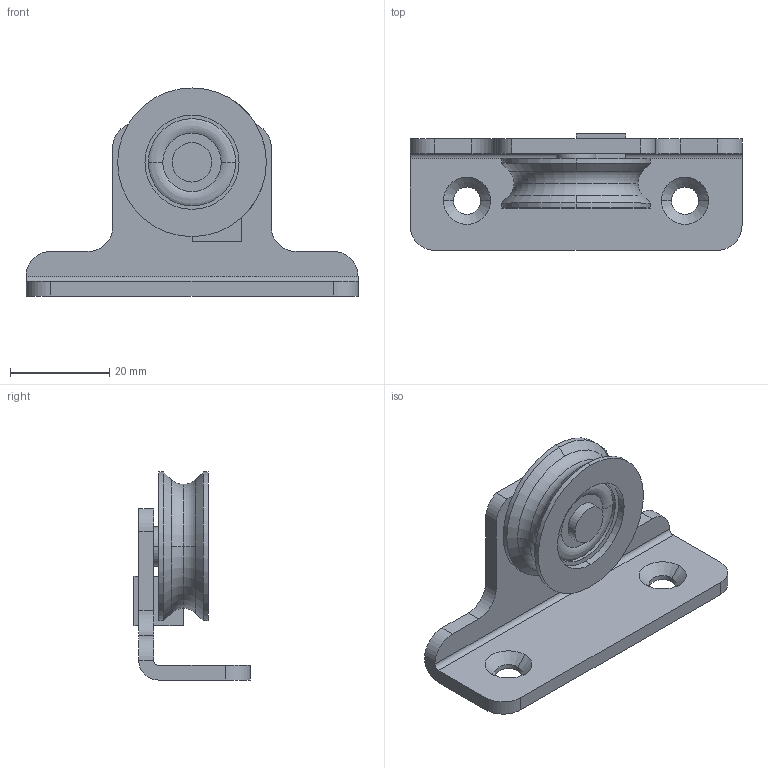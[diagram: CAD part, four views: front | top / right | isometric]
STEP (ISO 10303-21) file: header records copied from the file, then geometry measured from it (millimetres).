
FILE_DESCRIPTION(('STEP AP214'),'1');
FILE_NAME('cctmp_0E60E27C-041A-4C92-B932-48A350FF55AF_2020_12_14_20_16_51_80..stp','2020-12-14T19:16:51',('MiniTec Maschinenbau GmbH & Co.KG'),('CADClick - www.CADClick.com'),'Spatial InterOp 3D',' ','unknown authorization');
FILE_SCHEMA(('AUTOMOTIVE_DESIGN'));
Length unit declared in the file: millimetre
Products named in the file (1): 21.2000/0
Bounding box: 67 x 23.5 x 42 mm (x, y, z)
Volume: 12968.6 mm3; surface area: 9024.9 mm2
Topology: 1 solids, 1 shells, 82 faces, 215 edges, 141 vertices
Faces by surface type: plane 31, cylinder 30, torus 13, cone 8
Entity records: 3317 total; most frequent: CARTESIAN_POINT 496, DIRECTION 491, ORIENTED_EDGE 430, EDGE_CURVE 215, AXIS2_PLACEMENT_3D 197, VERTEX_POINT 141, CIRCLE 114, LINE 97
